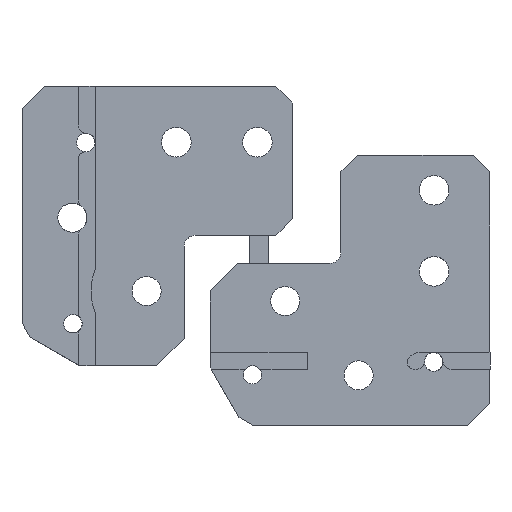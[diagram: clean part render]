
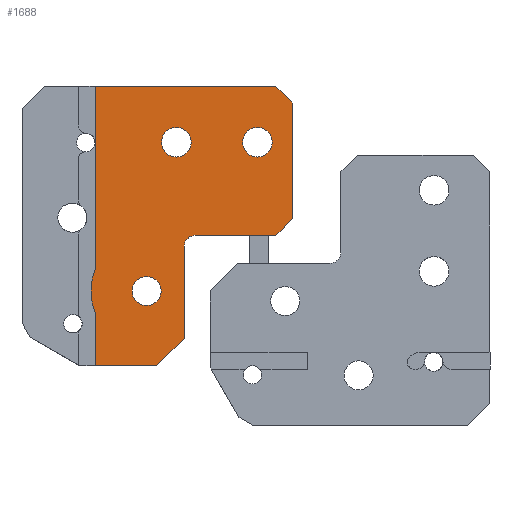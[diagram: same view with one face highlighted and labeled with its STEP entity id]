
A CAD part, top view. The second image highlights one B-rep face of the part: STEP entity #1688.
In plain terms, the highlighted face is planar.
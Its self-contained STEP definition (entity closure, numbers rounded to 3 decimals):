
#19=FACE_BOUND('',#260,.T.);
#20=FACE_BOUND('',#261,.T.);
#21=FACE_BOUND('',#262,.T.);
#46=CIRCLE('',#1777,9.96);
#56=CIRCLE('',#1794,2.65);
#58=CIRCLE('',#1797,2.65);
#68=CIRCLE('',#1814,2.);
#69=CIRCLE('',#1815,2.6);
#171=FACE_OUTER_BOUND('',#259,.T.);
#259=EDGE_LOOP('',(#1191,#1192,#1193,#1194,#1195,#1196,#1197,#1198,#1199,
#1200,#1201,#1202));
#260=EDGE_LOOP('',(#1203));
#261=EDGE_LOOP('',(#1204));
#262=EDGE_LOOP('',(#1205));
#382=LINE('',#2545,#555);
#392=LINE('',#2565,#565);
#394=LINE('',#2569,#567);
#395=LINE('',#2571,#568);
#396=LINE('',#2573,#569);
#397=LINE('',#2577,#570);
#398=LINE('',#2579,#571);
#399=LINE('',#2581,#572);
#400=LINE('',#2583,#573);
#401=LINE('',#2584,#574);
#555=VECTOR('',#2038,10.);
#565=VECTOR('',#2054,10.);
#567=VECTOR('',#2058,10.);
#568=VECTOR('',#2059,10.);
#569=VECTOR('',#2060,10.);
#570=VECTOR('',#2063,10.);
#571=VECTOR('',#2064,10.);
#572=VECTOR('',#2065,10.);
#573=VECTOR('',#2066,10.);
#574=VECTOR('',#2067,10.);
#708=VERTEX_POINT('',#2459);
#710=VERTEX_POINT('',#2462);
#732=VERTEX_POINT('',#2516);
#734=VERTEX_POINT('',#2522);
#740=VERTEX_POINT('',#2544);
#747=VERTEX_POINT('',#2563);
#748=VERTEX_POINT('',#2568);
#749=VERTEX_POINT('',#2570);
#750=VERTEX_POINT('',#2572);
#751=VERTEX_POINT('',#2574);
#752=VERTEX_POINT('',#2576);
#753=VERTEX_POINT('',#2578);
#754=VERTEX_POINT('',#2580);
#755=VERTEX_POINT('',#2582);
#756=VERTEX_POINT('',#2585);
#875=EDGE_CURVE('',#710,#708,#46,.T.);
#900=EDGE_CURVE('',#732,#732,#56,.T.);
#903=EDGE_CURVE('',#734,#734,#58,.T.);
#916=EDGE_CURVE('',#710,#740,#382,.T.);
#926=EDGE_CURVE('',#747,#708,#392,.T.);
#928=EDGE_CURVE('',#748,#747,#394,.F.);
#929=EDGE_CURVE('',#749,#748,#395,.T.);
#930=EDGE_CURVE('',#750,#749,#396,.F.);
#931=EDGE_CURVE('',#751,#750,#68,.T.);
#932=EDGE_CURVE('',#751,#752,#397,.T.);
#933=EDGE_CURVE('',#753,#752,#398,.T.);
#934=EDGE_CURVE('',#753,#754,#399,.F.);
#935=EDGE_CURVE('',#755,#754,#400,.T.);
#936=EDGE_CURVE('',#755,#740,#401,.T.);
#937=EDGE_CURVE('',#756,#756,#69,.F.);
#1191=ORIENTED_EDGE('',*,*,#926,.F.);
#1192=ORIENTED_EDGE('',*,*,#928,.F.);
#1193=ORIENTED_EDGE('',*,*,#929,.F.);
#1194=ORIENTED_EDGE('',*,*,#930,.F.);
#1195=ORIENTED_EDGE('',*,*,#931,.F.);
#1196=ORIENTED_EDGE('',*,*,#932,.T.);
#1197=ORIENTED_EDGE('',*,*,#933,.F.);
#1198=ORIENTED_EDGE('',*,*,#934,.T.);
#1199=ORIENTED_EDGE('',*,*,#935,.F.);
#1200=ORIENTED_EDGE('',*,*,#936,.T.);
#1201=ORIENTED_EDGE('',*,*,#916,.F.);
#1202=ORIENTED_EDGE('',*,*,#875,.T.);
#1203=ORIENTED_EDGE('',*,*,#937,.T.);
#1204=ORIENTED_EDGE('',*,*,#903,.T.);
#1205=ORIENTED_EDGE('',*,*,#900,.T.);
#1624=PLANE('',#1813);
#1688=ADVANCED_FACE('',(#171,#19,#20,#21),#1624,.T.);
#1777=AXIS2_PLACEMENT_3D('',#2463,#1953,#1954);
#1794=AXIS2_PLACEMENT_3D('',#2517,#2002,#2003);
#1797=AXIS2_PLACEMENT_3D('',#2523,#2009,#2010);
#1813=AXIS2_PLACEMENT_3D('',#2567,#2056,#2057);
#1814=AXIS2_PLACEMENT_3D('',#2575,#2061,#2062);
#1815=AXIS2_PLACEMENT_3D('',#2586,#2068,#2069);
#1953=DIRECTION('center_axis',(-1.,0.,0.));
#1954=DIRECTION('ref_axis',(0.,0.456,-0.89));
#2002=DIRECTION('center_axis',(1.,0.,0.));
#2003=DIRECTION('ref_axis',(0.,0.,
1.));
#2009=DIRECTION('center_axis',(1.,0.,0.));
#2010=DIRECTION('ref_axis',(0.,0.,
1.));
#2038=DIRECTION('',(0.,1.,0.));
#2054=DIRECTION('',(0.,1.,0.));
#2056=DIRECTION('center_axis',(-1.,0.,0.));
#2057=DIRECTION('ref_axis',(0.,1.,0.));
#2058=DIRECTION('',(0.,0.,1.));
#2059=DIRECTION('',(0.,-0.707,-0.707));
#2060=DIRECTION('',(0.,1.,0.));
#2061=DIRECTION('center_axis',(-1.,0.,0.));
#2062=DIRECTION('ref_axis',(0.,0.707,-0.707));
#2063=DIRECTION('',(0.,0.,1.));
#2064=DIRECTION('',(0.,-0.707,-0.707));
#2065=DIRECTION('',(0.,-1.,0.));
#2066=DIRECTION('',(0.,-0.707,0.707));
#2067=DIRECTION('',(0.,0.,-1.));
#2068=DIRECTION('center_axis',(-1.,0.,0.));
#2069=DIRECTION('ref_axis',(0.,0.,
1.));
#2459=CARTESIAN_POINT('',(12.877,-35.453,-35.69));
#2462=CARTESIAN_POINT('',(12.877,-27.787,-35.69));
#2463=CARTESIAN_POINT('Origin',(12.877,-31.62,-26.497));
#2516=CARTESIAN_POINT('',(12.877,-5.,-9.34));
#2517=CARTESIAN_POINT('Origin',(12.877,-5.,-6.69));
#2522=CARTESIAN_POINT('',(12.877,-5.,-23.84));
#2523=CARTESIAN_POINT('Origin',(12.877,-5.,-21.19));
#2544=CARTESIAN_POINT('',(12.877,5.,-35.69));
#2545=CARTESIAN_POINT('',(12.877,5.,-35.69));
#2563=CARTESIAN_POINT('',(12.877,-45.,-35.69));
#2565=CARTESIAN_POINT('',(12.877,5.,-35.69));
#2567=CARTESIAN_POINT('Origin',(12.877,-16.726,-44.79));
#2568=CARTESIAN_POINT('',(12.877,-45.,-24.689));
#2569=CARTESIAN_POINT('',(12.877,-45.,-34.79));
#2570=CARTESIAN_POINT('',(12.877,-40.101,-19.79));
#2571=CARTESIAN_POINT('',(12.877,-40.482,-20.171));
#2572=CARTESIAN_POINT('',(12.877,-23.66,-19.79));
#2573=CARTESIAN_POINT('',(12.877,-24.748,-19.79));
#2574=CARTESIAN_POINT('',(12.877,-21.66,-17.79));
#2575=CARTESIAN_POINT('Origin',(12.877,-23.66,-17.79));
#2576=CARTESIAN_POINT('',(12.877,-21.66,-3.39));
#2577=CARTESIAN_POINT('',(12.877,-21.66,-4.346));
#2578=CARTESIAN_POINT('',(12.877,-18.66,-0.39));
#2579=CARTESIAN_POINT('',(12.877,-30.027,-11.756));
#2580=CARTESIAN_POINT('',(12.877,2.,-0.39));
#2581=CARTESIAN_POINT('',(12.877,-10.863,-0.39));
#2582=CARTESIAN_POINT('',(12.877,5.,-3.39));
#2583=CARTESIAN_POINT('',(12.877,9.168,-7.558));
#2584=CARTESIAN_POINT('',(12.877,5.,-30.24));
#2585=CARTESIAN_POINT('',(12.877,-31.62,-29.097));
#2586=CARTESIAN_POINT('Origin',(12.877,-31.62,-26.497));
